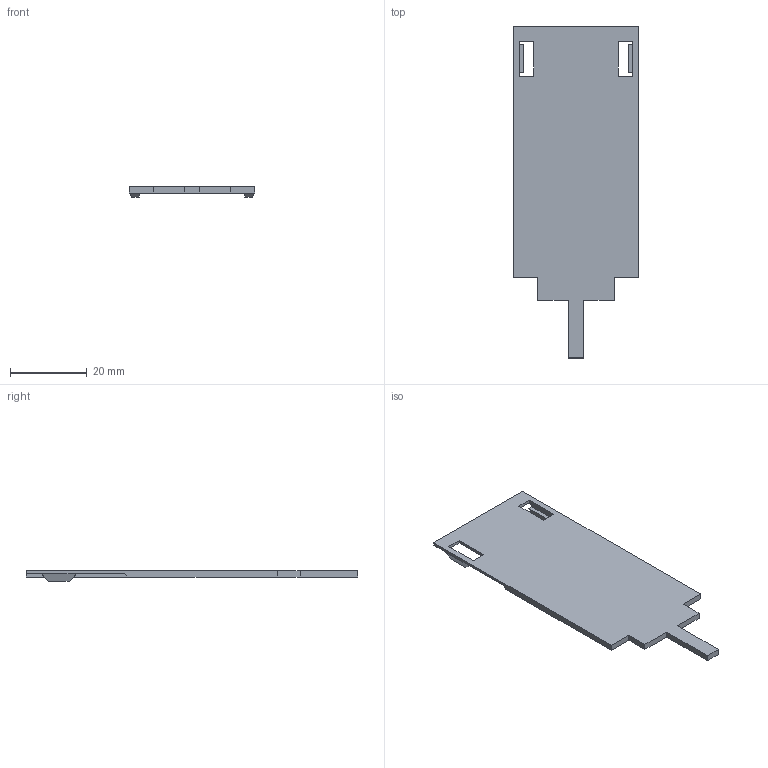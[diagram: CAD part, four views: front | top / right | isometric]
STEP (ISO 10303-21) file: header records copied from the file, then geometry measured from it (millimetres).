
FILE_DESCRIPTION(('FreeCAD Model'),'2;1');
FILE_NAME('Open CASCADE Shape Model','2024-07-01T03:23:22',(''),(''), 'Open CASCADE STEP processor 7.6','FreeCAD','Unknown');
FILE_SCHEMA(('AUTOMOTIVE_DESIGN { 1 0 10303 214 1 1 1 1 }'));
Length unit declared in the file: millimetre
Products named in the file (1): Latch
Bounding box: 32.85 x 86.6 x 2.67 mm (x, y, z)
Volume: 3083.5 mm3; surface area: 5174.4 mm2
Topology: 1 solids, 1 shells, 52 faces, 133 edges, 86 vertices
Faces by surface type: plane 47, cylinder 5
Full cylindrical faces by diameter (mm): 3.5 x1, 8.5 x4
Entity records: 1573 total; most frequent: CARTESIAN_POINT 272, ORIENTED_EDGE 266, DIRECTION 249, EDGE_CURVE 133, LINE 123, VECTOR 123, VERTEX_POINT 86, AXIS2_PLACEMENT_3D 63
